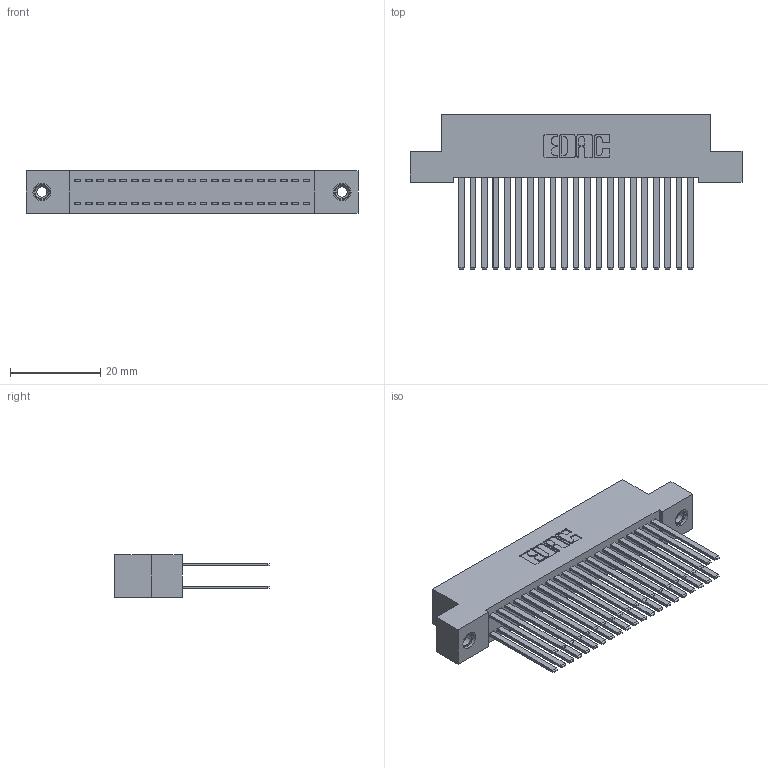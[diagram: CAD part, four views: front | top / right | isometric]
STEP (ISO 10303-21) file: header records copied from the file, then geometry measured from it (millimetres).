
FILE_DESCRIPTION (( 'STEP AP203' ), '1' );
FILE_NAME ('392-042-544-208.STEP', '2018-08-16T13:51:20', ( '' ), ( '' ), 'SwSTEP 2.0', 'SolidWorks 2016', '' );
FILE_SCHEMA (( 'CONFIG_CONTROL_DESIGN' ));
Length unit declared in the file: inch
Products named in the file (4): 345-250-001_345-250-003-102; 392-042-544-208; 342 Part_TI; 345-292-001_345-293-144
Assembly tree (45 placements, depth 2):
  392-042-544-208
    342 Part_TI
    345-292-001_345-293-144  x42
    345-250-001_345-250-003-102  x2
Bounding box: 73.66 x 34.3 x 9.4 mm (x, y, z)
Volume: 7102 mm3; surface area: 12683.6 mm2
Topology: 45 solids, 45 shells, 2102 faces, 6189 edges, 4062 vertices
Faces by surface type: plane 1442, cylinder 644, cone 12, torus 4
Entity records: 17096 total; most frequent: CARTESIAN_POINT 2837, ORIENTED_EDGE 2766, DIRECTION 2489, EDGE_CURVE 1383, LINE 1239, VECTOR 1239, VERTEX_POINT 916, AXIS2_PLACEMENT_3D 625
